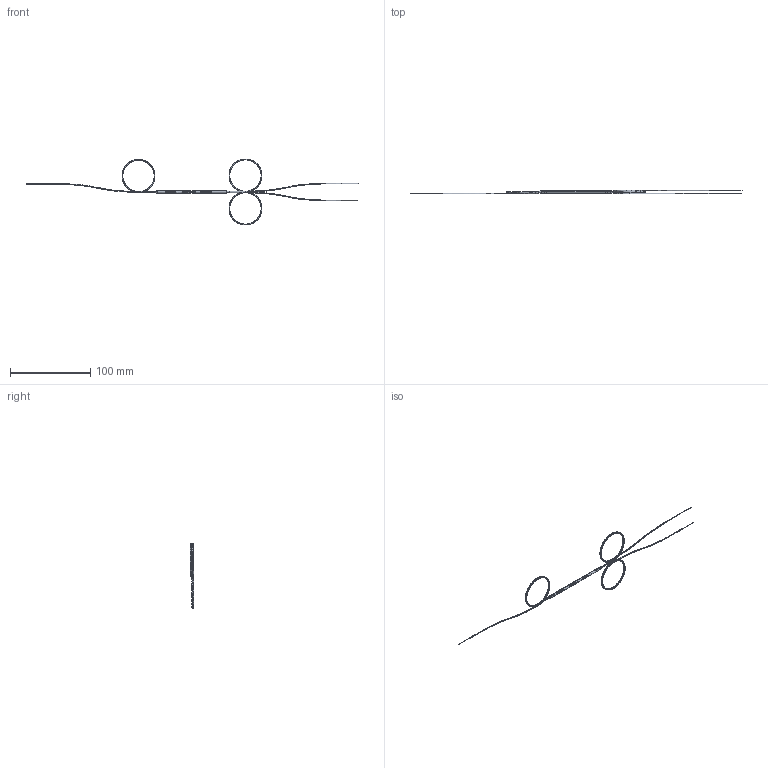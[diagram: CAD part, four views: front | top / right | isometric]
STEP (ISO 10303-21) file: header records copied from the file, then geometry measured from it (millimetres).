
FILE_DESCRIPTION (( 'STEP AP203' ), '1' );
FILE_NAME ('TTN048492-E0W.STEP', '2017-06-15T19:28:57', ( 'admin' ), ( '' ), 'SwSTEP 2.0', 'SolidWorks 2014', '' );
FILE_SCHEMA (( 'CONFIG_CONTROL_DESIGN' ));
Length unit declared in the file: millimetre
Products named in the file (11): DWG1501_55; Corning HI 1060 FLEX_60; DWG1528; DWG1631_85mm; DWG1553; DWG1540; DWG1529; LA000PLBTTW; LA000PLBTTR; Corning HI 1060 FLEX_40; TTN048492-E0W
Assembly tree (14 placements, depth 2):
  TTN048492-E0W
    DWG1501_55
    Corning HI 1060 FLEX_60  x2
    DWG1631_85mm
    DWG1528
    DWG1553
    DWG1540
    DWG1529
    LA000PLBTTW  x2
    LA000PLBTTR
    Corning HI 1060 FLEX_40  x3
Bounding box: 413 x 4.9 x 81.85 mm (x, y, z)
Volume: 900.1 mm3; surface area: 7746.5 mm2
Topology: 14 solids, 14 shells, 232 faces, 1013 edges, 886 vertices
Faces by surface type: cylinder 137, plane 35, bspline 34, cone 15, torus 11
Entity records: 21298 total; most frequent: CARTESIAN_POINT 12530, ORIENTED_EDGE 1902, DIRECTION 1181, EDGE_CURVE 951, VERTEX_POINT 846, AXIS2_PLACEMENT_3D 481, B_SPLINE_CURVE_WITH_KNOTS 436, EDGE_LOOP 293
